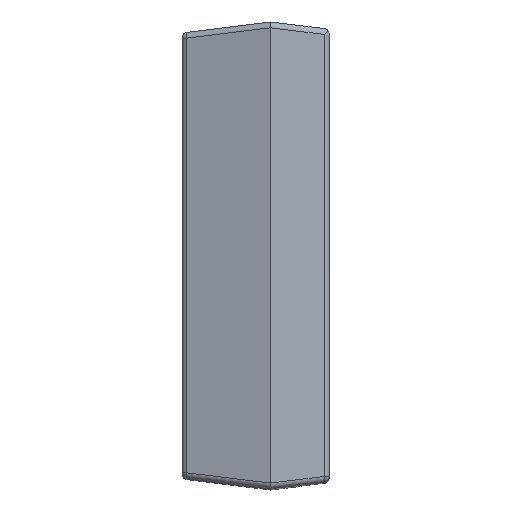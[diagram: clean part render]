
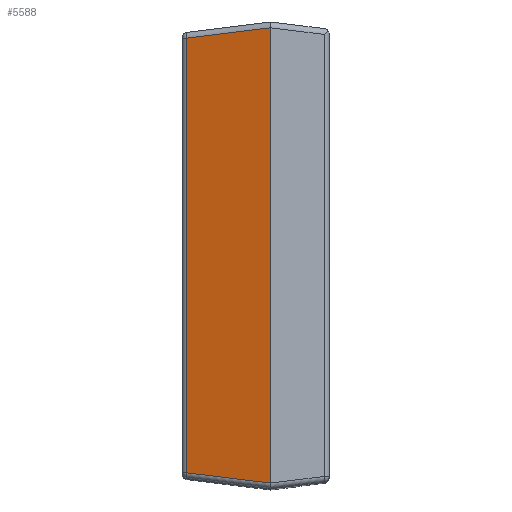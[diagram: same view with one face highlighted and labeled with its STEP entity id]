
A CAD part, top view. The second image highlights one B-rep face of the part: STEP entity #5588.
In plain terms, the highlighted planar face has unit normal (-0.259, 0, 0.966).
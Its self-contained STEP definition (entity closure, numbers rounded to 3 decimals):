
#39=ELLIPSE('',#5934,0.538,0.2);
#42=ELLIPSE('',#5939,0.538,0.2);
#539=FACE_OUTER_BOUND('',#876,.T.);
#876=EDGE_LOOP('',(#4612,#4613,#4614,#4615,#4616,#4617));
#1461=LINE('',#9150,#2096);
#1464=LINE('',#9156,#2099);
#1465=LINE('',#9158,#2100);
#1466=LINE('',#9160,#2101);
#2096=VECTOR('',#7049,1.);
#2099=VECTOR('',#7054,1.);
#2100=VECTOR('',#7055,1.);
#2101=VECTOR('',#7056,1.);
#2616=VERTEX_POINT('',#9121);
#2617=VERTEX_POINT('',#9122);
#2622=VERTEX_POINT('',#9149);
#2624=VERTEX_POINT('',#9155);
#2625=VERTEX_POINT('',#9157);
#2626=VERTEX_POINT('',#9159);
#3298=EDGE_CURVE('',#2616,#2617,#39,.T.);
#3304=EDGE_CURVE('',#2622,#2617,#1461,.T.);
#3307=EDGE_CURVE('',#2624,#2616,#1464,.T.);
#3308=EDGE_CURVE('',#2625,#2624,#1465,.T.);
#3309=EDGE_CURVE('',#2626,#2625,#1466,.T.);
#3310=EDGE_CURVE('',#2622,#2626,#42,.T.);
#4612=ORIENTED_EDGE('',*,*,#3298,.F.);
#4613=ORIENTED_EDGE('',*,*,#3307,.F.);
#4614=ORIENTED_EDGE('',*,*,#3308,.F.);
#4615=ORIENTED_EDGE('',*,*,#3309,.F.);
#4616=ORIENTED_EDGE('',*,*,#3310,.F.);
#4617=ORIENTED_EDGE('',*,*,#3304,.T.);
#5326=PLANE('',#5938);
#5588=ADVANCED_FACE('',(#539),#5326,.F.);
#5934=AXIS2_PLACEMENT_3D('',#9123,#7039,#7040);
#5938=AXIS2_PLACEMENT_3D('',#9154,#7052,#7053);
#5939=AXIS2_PLACEMENT_3D('',#9161,#7057,#7058);
#7039=DIRECTION('center_axis',(0.259,0.,-0.966));
#7040=DIRECTION('ref_axis',(0.958,-0.13,0.257));
#7049=DIRECTION('',(0.,1.,0.));
#7052=DIRECTION('center_axis',(0.259,0.,-0.966));
#7053=DIRECTION('ref_axis',(-0.966,0.,-0.259));
#7054=DIRECTION('',(0.959,0.118,0.257));
#7055=DIRECTION('',(0.,1.,0.));
#7056=DIRECTION('',(-0.959,0.118,-0.257));
#7057=DIRECTION('center_axis',(0.259,0.,-0.966));
#7058=DIRECTION('ref_axis',(0.958,0.13,0.257));
#9121=CARTESIAN_POINT('',(0.71,7.705,25.27));
#9122=CARTESIAN_POINT('',(0.71,7.701,25.27));
#9123=CARTESIAN_POINT('Origin',(0.194,7.762,25.132));
#9149=CARTESIAN_POINT('',(0.71,-7.701,25.27));
#9150=CARTESIAN_POINT('',(0.71,-7.9,25.27));
#9154=CARTESIAN_POINT('Origin',(0.71,-7.9,25.27));
#9155=CARTESIAN_POINT('',(-2.142,7.355,24.506));
#9156=CARTESIAN_POINT('',(-4.335,7.085,23.918));
#9157=CARTESIAN_POINT('',(-2.142,-7.355,24.506));
#9158=CARTESIAN_POINT('',(-2.142,-3.95,24.506));
#9159=CARTESIAN_POINT('',(0.71,-7.705,25.27));
#9160=CARTESIAN_POINT('',(-2.041,-7.367,24.533));
#9161=CARTESIAN_POINT('Origin',(0.194,-7.762,25.132));
